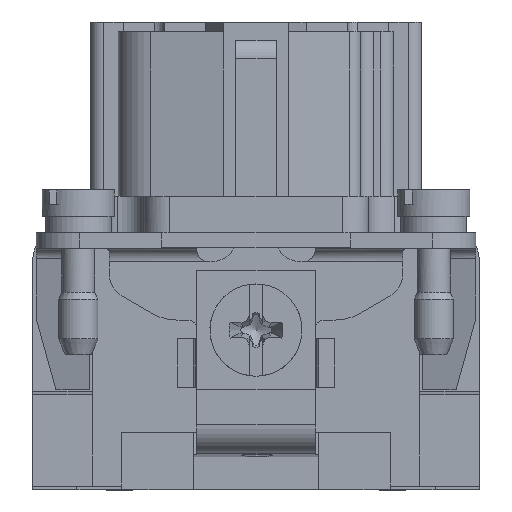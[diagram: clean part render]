
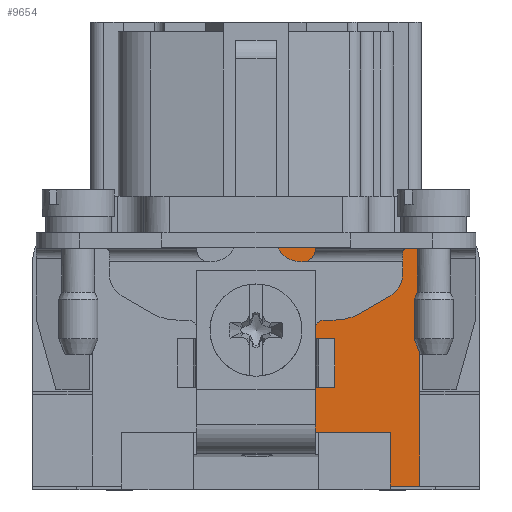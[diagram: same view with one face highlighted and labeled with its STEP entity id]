
A CAD part, left-side view. The second image highlights one B-rep face of the part: STEP entity #9654.
In plain terms, the highlighted planar face has unit normal (-1, 0, 0).
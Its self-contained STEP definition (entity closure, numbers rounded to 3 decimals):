
#8468=FACE_OUTER_BOUND('',#12204,.T.);
#9654=ADVANCED_FACE('',(#8468),#10759,.F.);
#10759=PLANE('',#36464);
#12204=EDGE_LOOP('',(#16231,#16232,#16233,#16234,#16235,#16236,#16237,#16238,
#16239,#16240,#16241,#16242,#16243,#16244,#16245,#16246,#16247,#16248,#16249,
#16250,#16251,#16252));
#16231=ORIENTED_EDGE('',*,*,#22848,.F.);
#16232=ORIENTED_EDGE('',*,*,#22844,.F.);
#16233=ORIENTED_EDGE('',*,*,#23615,.T.);
#16234=ORIENTED_EDGE('',*,*,#22022,.T.);
#16235=ORIENTED_EDGE('',*,*,#23616,.F.);
#16236=ORIENTED_EDGE('',*,*,#23617,.F.);
#16237=ORIENTED_EDGE('',*,*,#23618,.T.);
#16238=ORIENTED_EDGE('',*,*,#22116,.T.);
#16239=ORIENTED_EDGE('',*,*,#23619,.F.);
#16240=ORIENTED_EDGE('',*,*,#23620,.T.);
#16241=ORIENTED_EDGE('',*,*,#23621,.F.);
#16242=ORIENTED_EDGE('',*,*,#23622,.T.);
#16243=ORIENTED_EDGE('',*,*,#23623,.F.);
#16244=ORIENTED_EDGE('',*,*,#23624,.T.);
#16245=ORIENTED_EDGE('',*,*,#23625,.T.);
#16246=ORIENTED_EDGE('',*,*,#23626,.T.);
#16247=ORIENTED_EDGE('',*,*,#23627,.F.);
#16248=ORIENTED_EDGE('',*,*,#23628,.T.);
#16249=ORIENTED_EDGE('',*,*,#23629,.F.);
#16250=ORIENTED_EDGE('',*,*,#23630,.F.);
#16251=ORIENTED_EDGE('',*,*,#23631,.T.);
#16252=ORIENTED_EDGE('',*,*,#23632,.F.);
#19809=VERTEX_POINT('',#45882);
#19810=VERTEX_POINT('',#45884);
#19893=VERTEX_POINT('',#46078);
#19894=VERTEX_POINT('',#46080);
#20448=VERTEX_POINT('',#47874);
#20449=VERTEX_POINT('',#47876);
#20450=VERTEX_POINT('',#47882);
#20881=VERTEX_POINT('',#49757);
#20882=VERTEX_POINT('',#49759);
#20883=VERTEX_POINT('',#49762);
#20884=VERTEX_POINT('',#49764);
#20885=VERTEX_POINT('',#49766);
#20886=VERTEX_POINT('',#49768);
#20887=VERTEX_POINT('',#49770);
#20888=VERTEX_POINT('',#49772);
#20889=VERTEX_POINT('',#49774);
#20890=VERTEX_POINT('',#49776);
#20891=VERTEX_POINT('',#49778);
#20892=VERTEX_POINT('',#49780);
#20893=VERTEX_POINT('',#49782);
#20894=VERTEX_POINT('',#49784);
#20895=VERTEX_POINT('',#49786);
#22022=EDGE_CURVE('',#19810,#19809,#28369,.T.);
#22116=EDGE_CURVE('',#19894,#19893,#28454,.T.);
#22844=EDGE_CURVE('',#20448,#20449,#29015,.T.);
#22848=EDGE_CURVE('',#20449,#20450,#29017,.T.);
#23615=EDGE_CURVE('',#20448,#19810,#29586,.T.);
#23616=EDGE_CURVE('',#20881,#19809,#29587,.T.);
#23617=EDGE_CURVE('',#20882,#20881,#29588,.T.);
#23618=EDGE_CURVE('',#20882,#19894,#29589,.T.);
#23619=EDGE_CURVE('',#20883,#19893,#29590,.T.);
#23620=EDGE_CURVE('',#20883,#20884,#29591,.T.);
#23621=EDGE_CURVE('',#20885,#20884,#26097,.T.);
#23622=EDGE_CURVE('',#20885,#20886,#29592,.T.);
#23623=EDGE_CURVE('',#20887,#20886,#26098,.T.);
#23624=EDGE_CURVE('',#20887,#20888,#29593,.T.);
#23625=EDGE_CURVE('',#20888,#20889,#29594,.T.);
#23626=EDGE_CURVE('',#20889,#20890,#26099,.T.);
#23627=EDGE_CURVE('',#20891,#20890,#29595,.T.);
#23628=EDGE_CURVE('',#20891,#20892,#26100,.T.);
#23629=EDGE_CURVE('',#20893,#20892,#29596,.T.);
#23630=EDGE_CURVE('',#20894,#20893,#26101,.T.);
#23631=EDGE_CURVE('',#20894,#20895,#29597,.T.);
#23632=EDGE_CURVE('',#20450,#20895,#29598,.T.);
#26097=CIRCLE('',#36459,1.8);
#26098=CIRCLE('',#36460,0.9);
#26099=CIRCLE('',#36461,2.);
#26100=CIRCLE('',#36462,4.);
#26101=CIRCLE('',#36463,0.6);
#28369=LINE('',#45883,#30908);
#28454=LINE('',#46079,#30993);
#29015=LINE('',#47875,#31554);
#29017=LINE('',#47881,#31556);
#29586=LINE('',#49755,#32125);
#29587=LINE('',#49756,#32126);
#29588=LINE('',#49758,#32127);
#29589=LINE('',#49760,#32128);
#29590=LINE('',#49761,#32129);
#29591=LINE('',#49763,#32130);
#29592=LINE('',#49767,#32131);
#29593=LINE('',#49771,#32132);
#29594=LINE('',#49773,#32133);
#29595=LINE('',#49777,#32134);
#29596=LINE('',#49781,#32135);
#29597=LINE('',#49785,#32136);
#29598=LINE('',#49787,#32137);
#30908=VECTOR('',#37782,1.);
#30993=VECTOR('',#37921,1.);
#31554=VECTOR('',#39142,1.);
#31556=VECTOR('',#39150,1.);
#32125=VECTOR('',#40803,1.);
#32126=VECTOR('',#40804,1.);
#32127=VECTOR('',#40805,1.);
#32128=VECTOR('',#40806,1.);
#32129=VECTOR('',#40807,1.);
#32130=VECTOR('',#40808,1.);
#32131=VECTOR('',#40811,1.);
#32132=VECTOR('',#40814,1.);
#32133=VECTOR('',#40815,1.);
#32134=VECTOR('',#40818,1.);
#32135=VECTOR('',#40821,1.);
#32136=VECTOR('',#40824,1.);
#32137=VECTOR('',#40825,1.);
#36459=AXIS2_PLACEMENT_3D('',#49765,#40809,#40810);
#36460=AXIS2_PLACEMENT_3D('',#49769,#40812,#40813);
#36461=AXIS2_PLACEMENT_3D('',#49775,#40816,#40817);
#36462=AXIS2_PLACEMENT_3D('',#49779,#40819,#40820);
#36463=AXIS2_PLACEMENT_3D('',#49783,#40822,#40823);
#36464=AXIS2_PLACEMENT_3D('',#49788,#40826,#40827);
#37782=DIRECTION('',(0.,-1.,0.));
#37921=DIRECTION('',(0.,1.,0.));
#39142=DIRECTION('',(0.,-1.,0.));
#39150=DIRECTION('',(0.,0.,1.));
#40803=DIRECTION('',(0.,0.,-1.));
#40804=DIRECTION('',(0.,0.,1.));
#40805=DIRECTION('',(0.,1.,0.));
#40806=DIRECTION('',(0.,0.,1.));
#40807=DIRECTION('',(0.,0.,1.));
#40808=DIRECTION('',(0.,1.,0.));
#40809=DIRECTION('',(1.,0.,0.));
#40810=DIRECTION('',(0.,0.,-1.));
#40811=DIRECTION('',(0.,-1.,0.));
#40812=DIRECTION('',(1.,0.,0.));
#40813=DIRECTION('',(0.,0.,-1.));
#40814=DIRECTION('',(0.,-1.,0.));
#40815=DIRECTION('',(0.,0.,-1.));
#40816=DIRECTION('',(1.,0.,0.));
#40817=DIRECTION('',(0.,0.,-1.));
#40818=DIRECTION('',(0.,-0.866,0.5));
#40819=DIRECTION('',(1.,0.,0.));
#40820=DIRECTION('',(0.,0.,-1.));
#40821=DIRECTION('',(0.,-1.,0.));
#40822=DIRECTION('',(1.,0.,0.));
#40823=DIRECTION('',(0.,0.,-1.));
#40824=DIRECTION('',(0.,0.,-1.));
#40825=DIRECTION('',(0.,1.,0.));
#40826=DIRECTION('',(1.,0.,0.));
#40827=DIRECTION('',(0.,0.,-1.));
#45882=CARTESIAN_POINT('',(-21.375,-10.2,-13.95));
#45883=CARTESIAN_POINT('',(-21.375,-10.374,-13.95));
#45884=CARTESIAN_POINT('',(-21.375,-4.5,-13.95));
#46078=CARTESIAN_POINT('',(-21.375,-4.5,1.2));
#46079=CARTESIAN_POINT('',(-21.375,-12.45,1.2));
#46080=CARTESIAN_POINT('',(-21.375,-12.45,1.2));
#47874=CARTESIAN_POINT('',(-21.375,-4.5,-10.55));
#47875=CARTESIAN_POINT('',(-21.375,10.325,-10.55));
#47876=CARTESIAN_POINT('',(-21.375,-4.743,-10.55));
#47881=CARTESIAN_POINT('',(-21.375,-4.743,0.));
#47882=CARTESIAN_POINT('',(-21.375,-4.743,-6.85));
#49755=CARTESIAN_POINT('',(-21.375,-4.5,-13.442));
#49756=CARTESIAN_POINT('',(-21.375,-10.2,-1.));
#49757=CARTESIAN_POINT('',(-21.375,-10.2,-18.05));
#49758=CARTESIAN_POINT('',(-21.375,-12.45,-18.05));
#49759=CARTESIAN_POINT('',(-21.375,-12.45,-18.05));
#49760=CARTESIAN_POINT('',(-21.375,-12.45,-1.));
#49761=CARTESIAN_POINT('',(-21.375,-4.5,0.05));
#49762=CARTESIAN_POINT('',(-21.375,-4.5,0.05));
#49763=CARTESIAN_POINT('',(-21.375,-10.374,0.05));
#49764=CARTESIAN_POINT('',(-21.375,-1.689,0.05));
#49765=CARTESIAN_POINT('',(-21.375,-3.325,0.8));
#49766=CARTESIAN_POINT('',(-21.375,-3.325,-1.));
#49767=CARTESIAN_POINT('',(-21.375,10.325,-1.));
#49768=CARTESIAN_POINT('',(-21.375,-3.6,-1.));
#49769=CARTESIAN_POINT('',(-21.375,-3.6,-0.1));
#49770=CARTESIAN_POINT('',(-21.375,-4.297,-0.669));
#49771=CARTESIAN_POINT('',(-21.375,0.,-0.669));
#49772=CARTESIAN_POINT('',(-21.375,-11.15,-0.669));
#49773=CARTESIAN_POINT('',(-21.375,-11.15,-1.));
#49774=CARTESIAN_POINT('',(-21.375,-11.15,-1.899));
#49775=CARTESIAN_POINT('',(-21.375,-9.15,-1.899));
#49776=CARTESIAN_POINT('',(-21.375,-10.15,-3.631));
#49777=CARTESIAN_POINT('',(-21.375,4.067,-11.839));
#49778=CARTESIAN_POINT('',(-21.375,-7.928,-4.914));
#49779=CARTESIAN_POINT('',(-21.375,-5.928,-1.45));
#49780=CARTESIAN_POINT('',(-21.375,-5.928,-5.45));
#49781=CARTESIAN_POINT('',(-21.375,10.325,-5.45));
#49782=CARTESIAN_POINT('',(-21.375,-5.1,-5.45));
#49783=CARTESIAN_POINT('',(-21.375,-5.1,-6.05));
#49784=CARTESIAN_POINT('',(-21.375,-4.5,-6.05));
#49785=CARTESIAN_POINT('',(-21.375,-4.5,-1.));
#49786=CARTESIAN_POINT('',(-21.375,-4.5,-6.85));
#49787=CARTESIAN_POINT('',(-21.375,10.325,-6.85));
#49788=CARTESIAN_POINT('',(-21.375,10.325,-1.));
